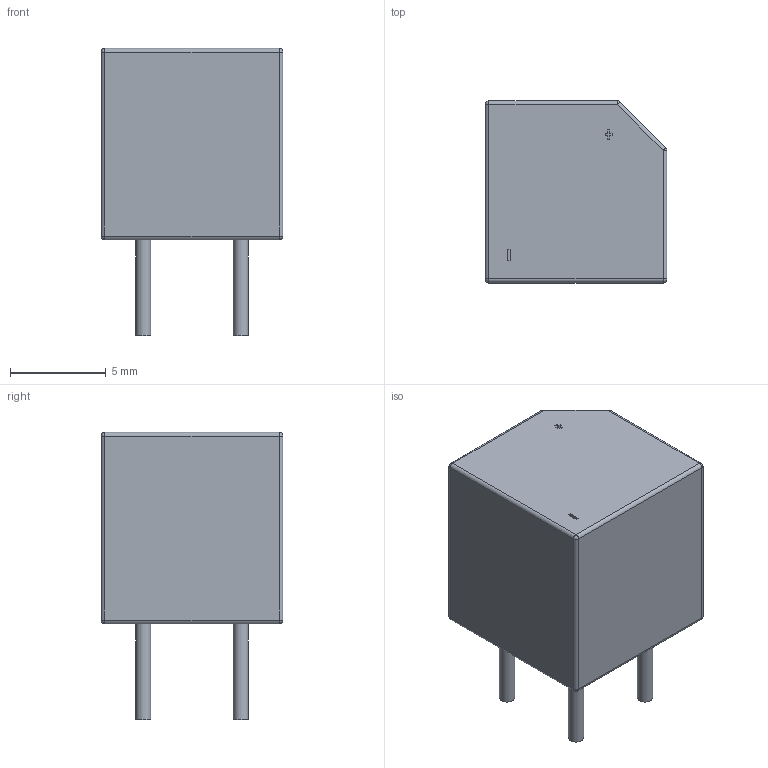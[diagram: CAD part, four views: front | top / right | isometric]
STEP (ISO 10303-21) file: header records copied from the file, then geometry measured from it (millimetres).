
FILE_DESCRIPTION(('FreeCAD Model'),'2;1');
FILE_NAME('1KAB.stp', '2014-10-19T11:16:15',('FreeCAD'),('FreeCAD'), 'Open CASCADE STEP processor 6.6','FreeCAD','Unknown');
FILE_SCHEMA(('AUTOMOTIVE_DESIGN_CC2 { 1 2 10303 214 -1 1 5 4 }'));
Length unit declared in the file: millimetre
Products named in the file (2): Pad001; Pocket
Bounding box: 9.5 x 9.5 x 15 mm (x, y, z)
Volume: 880.4 mm3; surface area: 585.5 mm2
Topology: 5 solids, 5 shells, 62 faces, 130 edges, 70 vertices
Faces by surface type: plane 33, cylinder 19, sphere 10
Full cylindrical faces by diameter (mm): 0.8 x4
Entity records: 3147 total; most frequent: CARTESIAN_POINT 581, DIRECTION 476, LINE 274, VECTOR 274, ORIENTED_EDGE 240, PCURVE 240, DEFINITIONAL_REPRESENTATION 240, EDGE_CURVE 120
